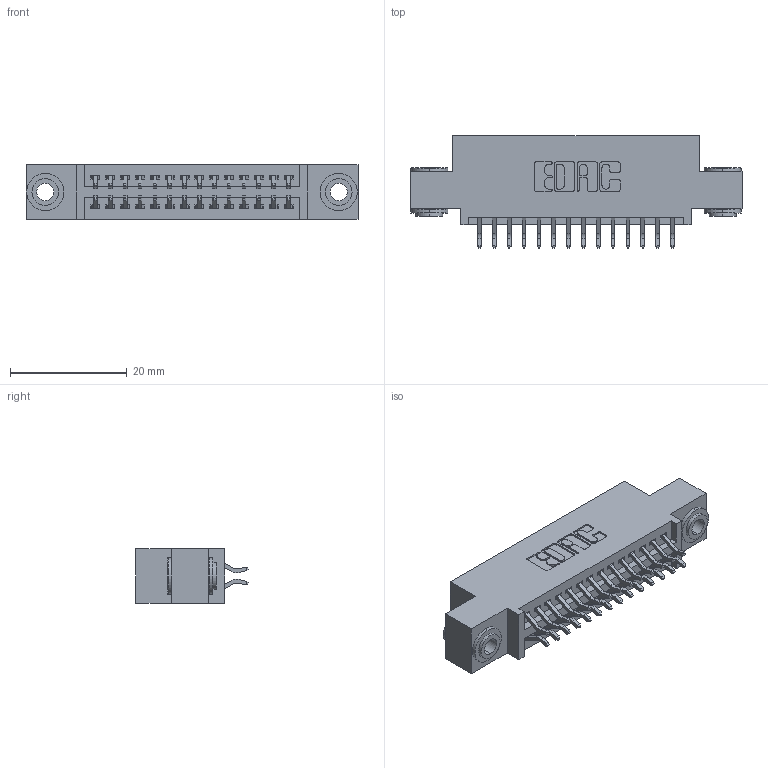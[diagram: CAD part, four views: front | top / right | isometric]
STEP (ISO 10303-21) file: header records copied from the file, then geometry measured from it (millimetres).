
FILE_DESCRIPTION (( 'STEP AP203' ), '1' );
FILE_NAME ('345-028-556-503.STEP', '2018-08-22T23:11:02', ( '' ), ( '' ), 'SwSTEP 2.0', 'SolidWorks 2016', '' );
FILE_SCHEMA (( 'CONFIG_CONTROL_DESIGN' ));
Length unit declared in the file: inch
Products named in the file (4): 345 Part_0.110 Offset - 0.156 Dia-TH; 345-292-001_556 Tail; 345-250-002_345-250-002-102; 345-028-556-503
Assembly tree (31 placements, depth 2):
  345-028-556-503
    345 Part_0.110 Offset - 0.156 Dia-TH
    345-292-001_556 Tail  x28
    345-250-002_345-250-002-102  x2
Bounding box: 56.77 x 19.24 x 9.4 mm (x, y, z)
Volume: 5199.6 mm3; surface area: 7416.8 mm2
Topology: 31 solids, 31 shells, 1736 faces, 5105 edges, 3362 vertices
Faces by surface type: plane 1130, cylinder 598, cone 8
Entity records: 15756 total; most frequent: CARTESIAN_POINT 2659, ORIENTED_EDGE 2574, DIRECTION 2397, EDGE_CURVE 1287, LINE 1067, VECTOR 1067, VERTEX_POINT 854, AXIS2_PLACEMENT_3D 665
